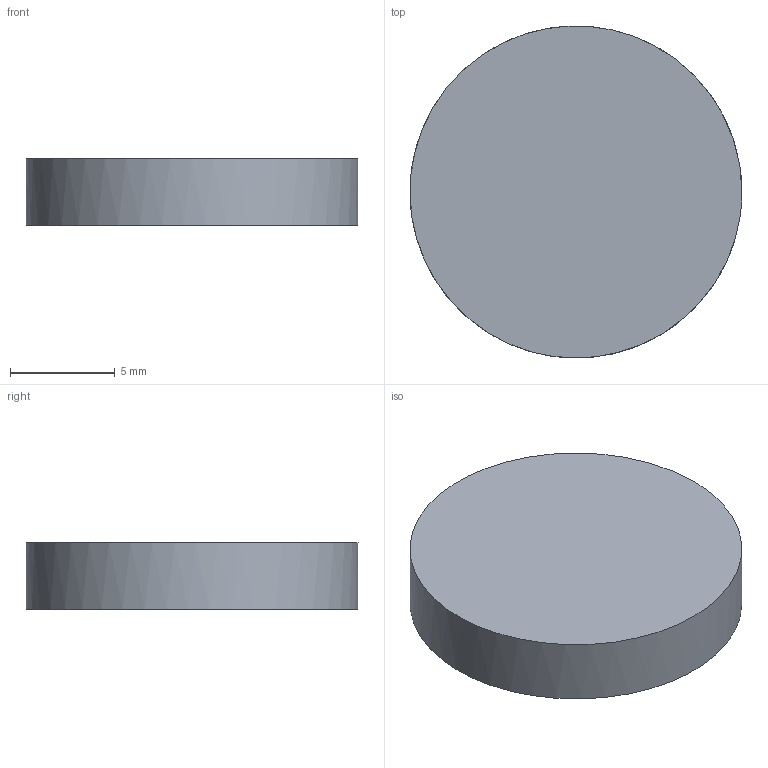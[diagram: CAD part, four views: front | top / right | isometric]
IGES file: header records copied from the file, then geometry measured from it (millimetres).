
Global section: file name: NSN0074; native system: Autodesk Inventor LT ; preprocessor: unknown; author: Adhi; date: 20150305.180415; units: inch
Bounding box: 15.87 x 15.87 x 3.17 mm (x, y, z)
Volume: 629.5 mm3; surface area: 554.5 mm2
Topology: 1 solids, 1 shells, 3 faces, 3 edges, 2 vertices
Faces by surface type: bspline 3
